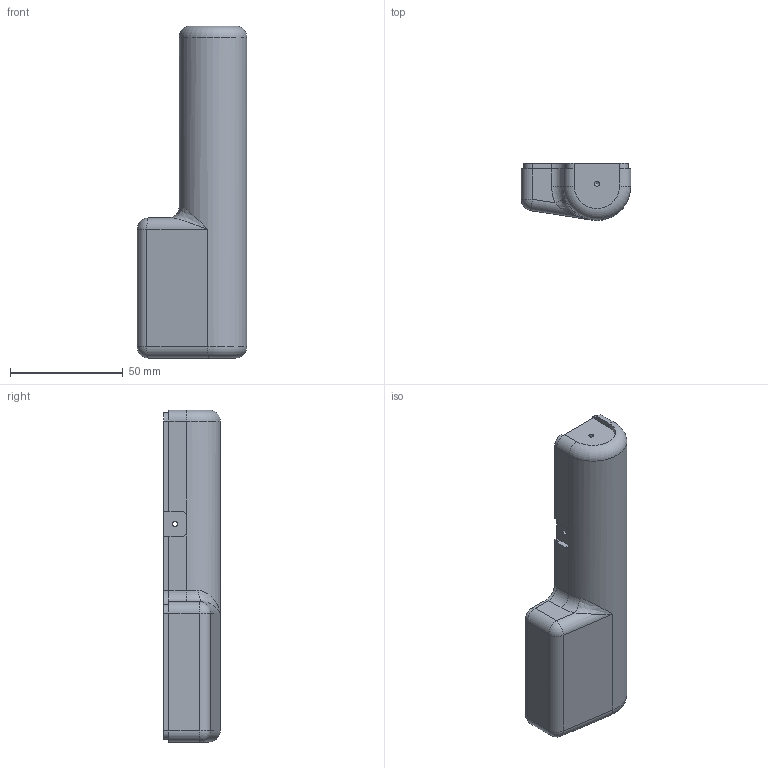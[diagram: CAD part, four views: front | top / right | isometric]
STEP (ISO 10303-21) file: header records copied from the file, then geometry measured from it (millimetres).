
FILE_DESCRIPTION(/* description */ (''),/* implementation_level */ '2;1');
FILE_NAME(/* name */ 'Lower Reciever.stp',/* time_stamp */ '2019-05-06T13:01:37-04:00',/* author */ ('pcdan'),/* organization */ (''),/* preprocessor_version */ 'ST-DEVELOPER v17.2',/* originating_system */ 'Autodesk Inventor 2019',/* authorisation */ '');
FILE_SCHEMA (('AUTOMOTIVE_DESIGN { 1 0 10303 214 3 1 1 }'));
Length unit declared in the file: millimetre
Products named in the file (1): Lower Reciever
Bounding box: 48.5 x 25 x 147 mm (x, y, z)
Volume: 58799.4 mm3; surface area: 25531.3 mm2
Topology: 1 solids, 1 shells, 164 faces, 457 edges, 298 vertices
Faces by surface type: plane 104, cylinder 51, cone 3, torus 3, sphere 2, bspline 1
Full cylindrical faces by diameter (mm): 2.2 x6, 2.43 x3
Entity records: 5351 total; most frequent: CARTESIAN_POINT 993, ORIENTED_EDGE 906, DIRECTION 906, EDGE_CURVE 453, LINE 324, VECTOR 324, VERTEX_POINT 298, AXIS2_PLACEMENT_3D 291
